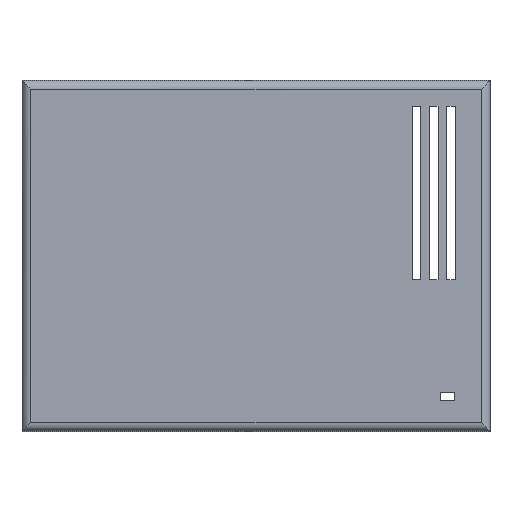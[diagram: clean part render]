
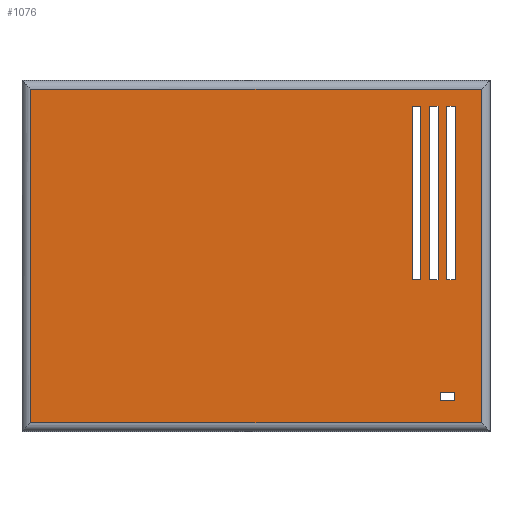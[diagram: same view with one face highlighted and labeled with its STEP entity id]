
A CAD part, front view. The second image highlights one B-rep face of the part: STEP entity #1076.
In plain terms, the highlighted planar face has unit normal (0, -1, 0).
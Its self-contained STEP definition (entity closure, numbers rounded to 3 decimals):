
#77=FACE_BOUND('',#225,.T.);
#78=FACE_BOUND('',#226,.T.);
#79=FACE_BOUND('',#227,.T.);
#80=FACE_BOUND('',#228,.T.);
#142=FACE_OUTER_BOUND('',#224,.T.);
#224=EDGE_LOOP('',(#939,#940,#941,#942));
#225=EDGE_LOOP('',(#943,#944,#945,#946));
#226=EDGE_LOOP('',(#947,#948,#949,#950));
#227=EDGE_LOOP('',(#951,#952,#953,#954));
#228=EDGE_LOOP('',(#955,#956,#957,#958));
#233=LINE('',#1479,#345);
#237=LINE('',#1486,#349);
#240=LINE('',#1492,#352);
#242=LINE('',#1495,#354);
#245=LINE('',#1503,#357);
#249=LINE('',#1510,#361);
#252=LINE('',#1516,#364);
#254=LINE('',#1519,#366);
#257=LINE('',#1527,#369);
#261=LINE('',#1534,#373);
#264=LINE('',#1540,#376);
#266=LINE('',#1543,#378);
#269=LINE('',#1551,#381);
#272=LINE('',#1557,#384);
#276=LINE('',#1564,#388);
#278=LINE('',#1567,#390);
#331=LINE('',#1738,#443);
#333=LINE('',#1746,#445);
#336=LINE('',#1754,#448);
#337=LINE('',#1757,#449);
#345=VECTOR('',#1179,10.);
#349=VECTOR('',#1185,10.);
#352=VECTOR('',#1190,10.);
#354=VECTOR('',#1194,10.);
#357=VECTOR('',#1199,10.);
#361=VECTOR('',#1205,10.);
#364=VECTOR('',#1210,10.);
#366=VECTOR('',#1214,10.);
#369=VECTOR('',#1219,10.);
#373=VECTOR('',#1225,10.);
#376=VECTOR('',#1230,10.);
#378=VECTOR('',#1234,10.);
#381=VECTOR('',#1239,10.);
#384=VECTOR('',#1244,10.);
#388=VECTOR('',#1250,10.);
#390=VECTOR('',#1254,10.);
#443=VECTOR('',#1435,10.);
#445=VECTOR('',#1443,10.);
#448=VECTOR('',#1450,10.);
#449=VECTOR('',#1455,10.);
#457=VERTEX_POINT('',#1476);
#458=VERTEX_POINT('',#1478);
#460=VERTEX_POINT('',#1484);
#462=VERTEX_POINT('',#1490);
#465=VERTEX_POINT('',#1500);
#466=VERTEX_POINT('',#1502);
#468=VERTEX_POINT('',#1508);
#470=VERTEX_POINT('',#1514);
#473=VERTEX_POINT('',#1524);
#474=VERTEX_POINT('',#1526);
#476=VERTEX_POINT('',#1532);
#478=VERTEX_POINT('',#1538);
#481=VERTEX_POINT('',#1548);
#482=VERTEX_POINT('',#1550);
#484=VERTEX_POINT('',#1556);
#486=VERTEX_POINT('',#1562);
#539=VERTEX_POINT('',#1736);
#540=VERTEX_POINT('',#1737);
#543=VERTEX_POINT('',#1745);
#546=VERTEX_POINT('',#1753);
#549=EDGE_CURVE('',#458,#457,#233,.T.);
#553=EDGE_CURVE('',#457,#460,#237,.T.);
#556=EDGE_CURVE('',#460,#462,#240,.T.);
#558=EDGE_CURVE('',#462,#458,#242,.T.);
#561=EDGE_CURVE('',#466,#465,#245,.T.);
#565=EDGE_CURVE('',#465,#468,#249,.T.);
#568=EDGE_CURVE('',#468,#470,#252,.T.);
#570=EDGE_CURVE('',#470,#466,#254,.T.);
#573=EDGE_CURVE('',#474,#473,#257,.T.);
#577=EDGE_CURVE('',#473,#476,#261,.T.);
#580=EDGE_CURVE('',#476,#478,#264,.T.);
#582=EDGE_CURVE('',#478,#474,#266,.T.);
#585=EDGE_CURVE('',#482,#481,#269,.T.);
#588=EDGE_CURVE('',#484,#482,#272,.T.);
#592=EDGE_CURVE('',#481,#486,#276,.T.);
#594=EDGE_CURVE('',#486,#484,#278,.T.);
#671=EDGE_CURVE('',#539,#540,#331,.T.);
#675=EDGE_CURVE('',#540,#543,#333,.T.);
#679=EDGE_CURVE('',#543,#546,#336,.T.);
#681=EDGE_CURVE('',#546,#539,#337,.T.);
#939=ORIENTED_EDGE('',*,*,#671,.F.);
#940=ORIENTED_EDGE('',*,*,#681,.F.);
#941=ORIENTED_EDGE('',*,*,#679,.F.);
#942=ORIENTED_EDGE('',*,*,#675,.F.);
#943=ORIENTED_EDGE('',*,*,#549,.T.);
#944=ORIENTED_EDGE('',*,*,#553,.T.);
#945=ORIENTED_EDGE('',*,*,#556,.T.);
#946=ORIENTED_EDGE('',*,*,#558,.T.);
#947=ORIENTED_EDGE('',*,*,#561,.T.);
#948=ORIENTED_EDGE('',*,*,#565,.T.);
#949=ORIENTED_EDGE('',*,*,#568,.T.);
#950=ORIENTED_EDGE('',*,*,#570,.T.);
#951=ORIENTED_EDGE('',*,*,#573,.T.);
#952=ORIENTED_EDGE('',*,*,#577,.T.);
#953=ORIENTED_EDGE('',*,*,#580,.T.);
#954=ORIENTED_EDGE('',*,*,#582,.T.);
#955=ORIENTED_EDGE('',*,*,#585,.T.);
#956=ORIENTED_EDGE('',*,*,#592,.T.);
#957=ORIENTED_EDGE('',*,*,#594,.T.);
#958=ORIENTED_EDGE('',*,*,#588,.T.);
#1012=PLANE('',#1170);
#1076=ADVANCED_FACE('',(#142,#77,#78,#79,#80),#1012,.F.);
#1170=AXIS2_PLACEMENT_3D('',#1764,#1464,#1465);
#1179=DIRECTION('',(0.,0.,-1.));
#1185=DIRECTION('',(-1.,0.,0.));
#1190=DIRECTION('',(0.,0.,1.));
#1194=DIRECTION('',(1.,0.,0.));
#1199=DIRECTION('',(0.,0.,-1.));
#1205=DIRECTION('',(-1.,0.,0.));
#1210=DIRECTION('',(0.,0.,1.));
#1214=DIRECTION('',(1.,0.,0.));
#1219=DIRECTION('',(0.,0.,-1.));
#1225=DIRECTION('',(-1.,0.,0.));
#1230=DIRECTION('',(0.,0.,1.));
#1234=DIRECTION('',(1.,0.,0.));
#1239=DIRECTION('',(0.,0.,1.));
#1244=DIRECTION('',(-1.,0.,0.));
#1250=DIRECTION('',(1.,0.,0.));
#1254=DIRECTION('',(0.,0.,-1.));
#1435=DIRECTION('',(1.,0.,0.));
#1443=DIRECTION('',(0.,0.,-1.));
#1450=DIRECTION('',(-1.,0.,0.));
#1455=DIRECTION('',(0.,0.,1.));
#1464=DIRECTION('center_axis',(0.,1.,0.));
#1465=DIRECTION('ref_axis',(1.,0.,0.));
#1476=CARTESIAN_POINT('',(100.,0.,35.));
#1478=CARTESIAN_POINT('',(100.,0.,75.));
#1479=CARTESIAN_POINT('',(100.,0.,37.75));
#1484=CARTESIAN_POINT('',(98.,0.,35.));
#1486=CARTESIAN_POINT('',(76.,0.,35.));
#1490=CARTESIAN_POINT('',(98.,0.,75.));
#1492=CARTESIAN_POINT('',(98.,0.,57.75));
#1495=CARTESIAN_POINT('',(77.,0.,75.));
#1500=CARTESIAN_POINT('',(96.,0.,35.));
#1502=CARTESIAN_POINT('',(96.,0.,75.));
#1503=CARTESIAN_POINT('',(96.,0.,37.75));
#1508=CARTESIAN_POINT('',(94.,0.,35.));
#1510=CARTESIAN_POINT('',(74.,0.,35.));
#1514=CARTESIAN_POINT('',(94.,0.,75.));
#1516=CARTESIAN_POINT('',(94.,0.,57.75));
#1519=CARTESIAN_POINT('',(75.,0.,75.));
#1524=CARTESIAN_POINT('',(92.,0.,35.));
#1526=CARTESIAN_POINT('',(92.,0.,75.));
#1527=CARTESIAN_POINT('',(92.,0.,37.75));
#1532=CARTESIAN_POINT('',(90.,0.,35.));
#1534=CARTESIAN_POINT('',(72.,0.,35.));
#1538=CARTESIAN_POINT('',(90.,0.,75.));
#1540=CARTESIAN_POINT('',(90.,0.,57.75));
#1543=CARTESIAN_POINT('',(73.,0.,75.));
#1548=CARTESIAN_POINT('',(96.5,0.,9.1));
#1550=CARTESIAN_POINT('',(96.5,0.,7.25));
#1551=CARTESIAN_POINT('',(96.5,0.,24.8));
#1556=CARTESIAN_POINT('',(99.75,0.,7.25));
#1557=CARTESIAN_POINT('',(75.25,0.,7.25));
#1562=CARTESIAN_POINT('',(99.75,0.,9.1));
#1564=CARTESIAN_POINT('',(76.875,0.,9.1));
#1567=CARTESIAN_POINT('',(99.75,0.,23.875));
#1736=CARTESIAN_POINT('',(2.,0.,79.));
#1737=CARTESIAN_POINT('',(106.,0.,79.));
#1738=CARTESIAN_POINT('',(27.,0.,79.));
#1745=CARTESIAN_POINT('',(106.,0.,2.));
#1746=CARTESIAN_POINT('',(106.,0.,60.75));
#1753=CARTESIAN_POINT('',(2.,0.,2.));
#1754=CARTESIAN_POINT('',(81.,0.,2.));
#1757=CARTESIAN_POINT('',(2.,0.,20.25));
#1764=CARTESIAN_POINT('Origin',(54.,0.,40.5));
